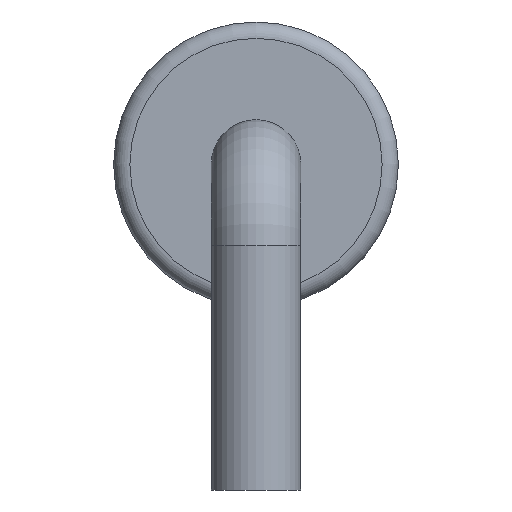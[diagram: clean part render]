
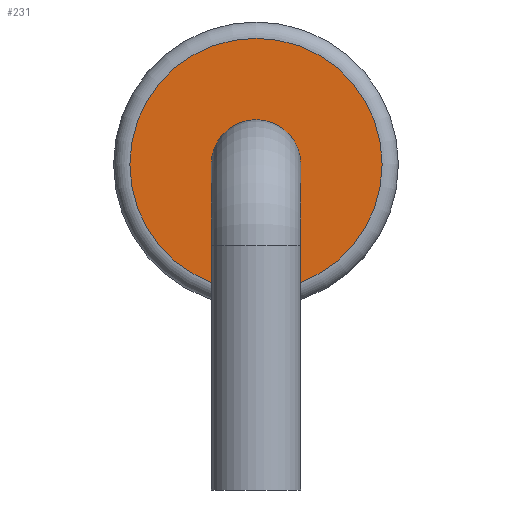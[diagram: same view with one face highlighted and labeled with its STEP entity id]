
A CAD part, left-side view. The second image highlights one B-rep face of the part: STEP entity #231.
In plain terms, the highlighted planar face has unit normal (-1, 0, 0).
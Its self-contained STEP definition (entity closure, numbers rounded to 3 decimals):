
#210 = VERTEX_POINT('',#211);
#211 = CARTESIAN_POINT('',(0.,0.775,0.875));
#220 = EDGE_CURVE('',#210,#210,#221,.T.);
#221 = CIRCLE('',#222,0.775);
#222 = AXIS2_PLACEMENT_3D('',#223,#224,#225);
#223 = CARTESIAN_POINT('',(0.,0.,0.875)
  );
#224 = DIRECTION('',(1.,0.,0.));
#225 = DIRECTION('',(0.,1.,0.));
#231 = ADVANCED_FACE('',(#232),#235,.F.);
#232 = FACE_BOUND('',#233,.F.);
#233 = EDGE_LOOP('',(#234));
#234 = ORIENTED_EDGE('',*,*,#220,.T.);
#235 = PLANE('',#236);
#236 = AXIS2_PLACEMENT_3D('',#237,#238,#239);
#237 = CARTESIAN_POINT('',(0.,0.,0.875
    ));
#238 = DIRECTION('',(1.,0.,0.));
#239 = DIRECTION('',(0.,0.,1.));
